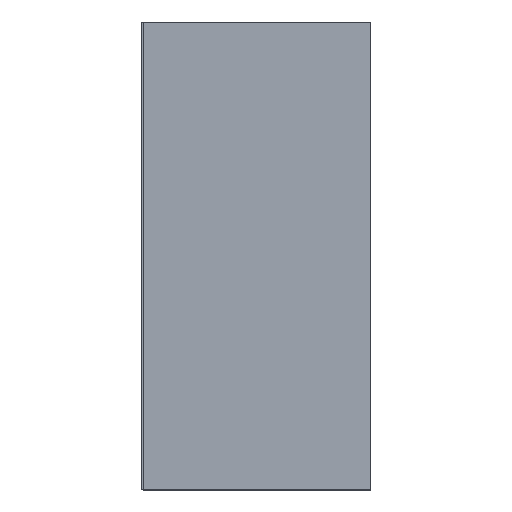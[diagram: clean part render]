
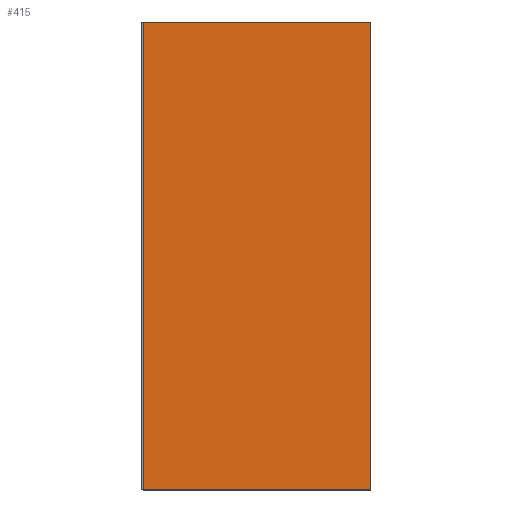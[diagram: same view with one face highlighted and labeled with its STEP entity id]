
A CAD part, left-side view. The second image highlights one B-rep face of the part: STEP entity #415.
In plain terms, the highlighted planar face has unit normal (-1, 0, 0).
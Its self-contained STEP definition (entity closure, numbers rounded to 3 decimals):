
#72 = DIRECTION ( 'NONE',  ( 0., -1., 0. ) ) ;
#87 = EDGE_CURVE ( 'NONE', #1842, #1715, #976, .T. ) ;
#151 = EDGE_CURVE ( 'NONE', #1462, #1243, #1905, .T. ) ;
#205 = FACE_OUTER_BOUND ( 'NONE', #232, .T. ) ;
#207 = CARTESIAN_POINT ( 'NONE',  ( -1.675, 0.84, 0.865 ) ) ;
#229 = CARTESIAN_POINT ( 'NONE',  ( -1.675, 0.84, 0.865 ) ) ;
#232 = EDGE_LOOP ( 'NONE', ( #1691, #1113, #1284, #784 ) ) ;
#337 = DIRECTION ( 'NONE',  ( 0., 0., -1. ) ) ;
#415 = ADVANCED_FACE ( 'NONE', ( #205 ), #674, .T. ) ;
#435 = CARTESIAN_POINT ( 'NONE',  ( -1.675, 0.84, 0.865 ) ) ;
#455 = VECTOR ( 'NONE', #1381, 1000. ) ;
#496 = LINE ( 'NONE', #1388, #455 ) ;
#537 = AXIS2_PLACEMENT_3D ( 'NONE', #1698, #818, #1859 ) ;
#598 = VECTOR ( 'NONE', #337, 1000. ) ;
#674 = PLANE ( 'NONE',  #537 ) ;
#722 = VECTOR ( 'NONE', #1215, 1000. ) ;
#766 = LINE ( 'NONE', #207, #1910 ) ;
#784 = ORIENTED_EDGE ( 'NONE', *, *, #87, .T. ) ;
#818 = DIRECTION ( 'NONE',  ( -1., 0., 0. ) ) ;
#976 = LINE ( 'NONE', #435, #598 ) ;
#1022 = EDGE_CURVE ( 'NONE', #1715, #1462, #496, .T. ) ;
#1113 = ORIENTED_EDGE ( 'NONE', *, *, #151, .T. ) ;
#1143 = CARTESIAN_POINT ( 'NONE',  ( -1.675, 0., 0.865 ) ) ;
#1215 = DIRECTION ( 'NONE',  ( 0., 0., 1. ) ) ;
#1243 = VERTEX_POINT ( 'NONE', #1143 ) ;
#1284 = ORIENTED_EDGE ( 'NONE', *, *, #1716, .F. ) ;
#1381 = DIRECTION ( 'NONE',  ( 0., -1., 0. ) ) ;
#1388 = CARTESIAN_POINT ( 'NONE',  ( -1.675, 0.84, -0.865 ) ) ;
#1462 = VERTEX_POINT ( 'NONE', #1477 ) ;
#1477 = CARTESIAN_POINT ( 'NONE',  ( -1.675, 0., -0.865 ) ) ;
#1525 = CARTESIAN_POINT ( 'NONE',  ( -1.675, 0.84, -0.865 ) ) ;
#1691 = ORIENTED_EDGE ( 'NONE', *, *, #1022, .T. ) ;
#1698 = CARTESIAN_POINT ( 'NONE',  ( -1.675, 0.84, 0.865 ) ) ;
#1715 = VERTEX_POINT ( 'NONE', #1525 ) ;
#1716 = EDGE_CURVE ( 'NONE', #1842, #1243, #766, .T. ) ;
#1789 = CARTESIAN_POINT ( 'NONE',  ( -1.675, 0., 0.865 ) ) ;
#1842 = VERTEX_POINT ( 'NONE', #229 ) ;
#1859 = DIRECTION ( 'NONE',  ( 0., 0., 1. ) ) ;
#1905 = LINE ( 'NONE', #1789, #722 ) ;
#1910 = VECTOR ( 'NONE', #72, 1000. ) ;
